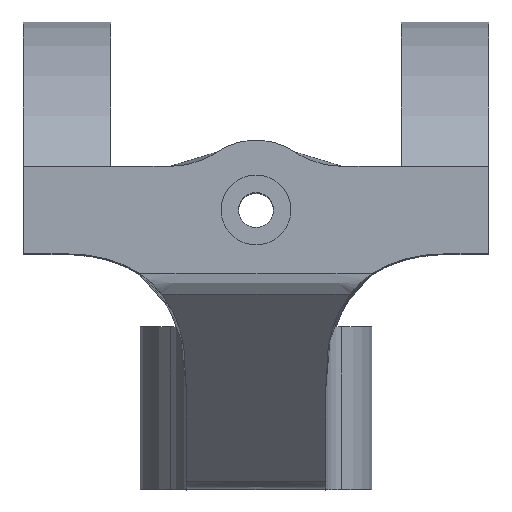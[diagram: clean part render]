
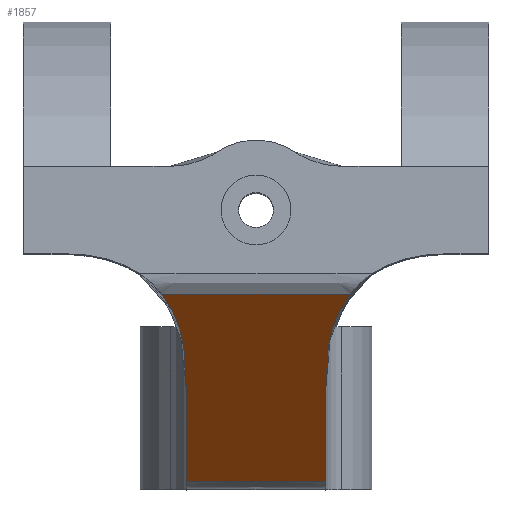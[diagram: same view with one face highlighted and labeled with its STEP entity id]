
A CAD part, top view. The second image highlights one B-rep face of the part: STEP entity #1857.
In plain terms, the highlighted free-form (B-spline) face has degree [1, 1] with [2, 2] control points.
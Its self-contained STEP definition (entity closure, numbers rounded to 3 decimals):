
#38=B_SPLINE_SURFACE_WITH_KNOTS('',1,1,((#4035,#4036),(#4037,#4038)),
 .PLANE_SURF.,.F.,.F.,.F.,(2,2),(2,2),(0.,1.),(0.,1.),.UNSPECIFIED.);
#110=LINE('',#3578,#242);
#150=LINE('',#4063,#282);
#242=VECTOR('',#2069,1000.);
#282=VECTOR('',#2149,1000.);
#660=ORIENTED_EDGE('',*,*,#1160,.T.);
#661=ORIENTED_EDGE('',*,*,#1161,.F.);
#662=ORIENTED_EDGE('',*,*,#1162,.T.);
#663=ORIENTED_EDGE('',*,*,#1163,.T.);
#664=ORIENTED_EDGE('',*,*,#1164,.F.);
#665=ORIENTED_EDGE('',*,*,#1165,.F.);
#666=ORIENTED_EDGE('',*,*,#1166,.T.);
#667=ORIENTED_EDGE('',*,*,#1080,.T.);
#668=ORIENTED_EDGE('',*,*,#1101,.F.);
#669=ORIENTED_EDGE('',*,*,#1167,.F.);
#1080=EDGE_CURVE('',#1350,#1323,#110,.T.);
#1101=EDGE_CURVE('',#1362,#1323,#1509,.T.);
#1160=EDGE_CURVE('',#1408,#1409,#1526,.T.);
#1161=EDGE_CURVE('',#1410,#1409,#1527,.F.);
#1162=EDGE_CURVE('',#1410,#1411,#1528,.T.);
#1163=EDGE_CURVE('',#1411,#1412,#1529,.T.);
#1164=EDGE_CURVE('',#1413,#1412,#150,.T.);
#1165=EDGE_CURVE('',#1414,#1413,#1530,.F.);
#1166=EDGE_CURVE('',#1414,#1350,#1531,.T.);
#1167=EDGE_CURVE('',#1408,#1362,#1532,.F.);
#1323=VERTEX_POINT('',#2682);
#1350=VERTEX_POINT('',#3579);
#1362=VERTEX_POINT('',#3759);
#1408=VERTEX_POINT('',#4043);
#1409=VERTEX_POINT('',#4044);
#1410=VERTEX_POINT('',#4049);
#1411=VERTEX_POINT('',#4054);
#1412=VERTEX_POINT('',#4062);
#1413=VERTEX_POINT('',#4064);
#1414=VERTEX_POINT('',#4069);
#1509=B_SPLINE_CURVE_WITH_KNOTS('',3,(#3761,#3762,#3763,#3764,#3765,#3766,
#3767),.UNSPECIFIED.,.F.,.F.,(4,1,1,1,4),(0.003,0.008,
0.012,0.016,0.02),.UNSPECIFIED.);
#1526=B_SPLINE_CURVE_WITH_KNOTS('',3,(#4039,#4040,#4041,#4042),
 .UNSPECIFIED.,.F.,.F.,(4,4),(0.,1.),.UNSPECIFIED.);
#1527=B_SPLINE_CURVE_WITH_KNOTS('',3,(#4045,#4046,#4047,#4048),
 .UNSPECIFIED.,.F.,.F.,(4,4),(0.,1.),.UNSPECIFIED.);
#1528=B_SPLINE_CURVE_WITH_KNOTS('',3,(#4050,#4051,#4052,#4053),
 .UNSPECIFIED.,.F.,.F.,(4,4),(0.,1.),.UNSPECIFIED.);
#1529=B_SPLINE_CURVE_WITH_KNOTS('',3,(#4055,#4056,#4057,#4058,#4059,#4060,
#4061),.UNSPECIFIED.,.F.,.F.,(4,1,1,1,4),(0.003,0.008,
0.012,0.016,0.02),.UNSPECIFIED.);
#1530=B_SPLINE_CURVE_WITH_KNOTS('',3,(#4065,#4066,#4067,#4068),
 .UNSPECIFIED.,.F.,.F.,(4,4),(0.,1.),.UNSPECIFIED.);
#1531=B_SPLINE_CURVE_WITH_KNOTS('',3,(#4070,#4071,#4072,#4073),
 .UNSPECIFIED.,.F.,.F.,(4,4),(0.,1.),.UNSPECIFIED.);
#1532=B_SPLINE_CURVE_WITH_KNOTS('',3,(#4074,#4075,#4076,#4077),
 .UNSPECIFIED.,.F.,.F.,(4,4),(0.,1.),.UNSPECIFIED.);
#1607=EDGE_LOOP('',(#660,#661,#662,#663,#664,#665,#666,#667,#668,#669));
#1716=FACE_BOUND('',#1607,.T.);
#1857=ADVANCED_FACE('',(#1716),#38,.F.);
#2069=DIRECTION('',(0.,0.707,0.707));
#2149=DIRECTION('',(0.,0.707,0.707));
#2682=CARTESIAN_POINT('',(6.,5.,16.5));
#3578=CARTESIAN_POINT('',(6.,-0.876,10.624));
#3579=CARTESIAN_POINT('',(6.,0.732,12.232));
#3759=CARTESIAN_POINT('',(8.102,16.768,28.268));
#3761=CARTESIAN_POINT('',(8.102,16.768,28.268));
#3762=CARTESIAN_POINT('',(7.412,15.885,27.385));
#3763=CARTESIAN_POINT('',(6.478,14.006,25.506));
#3764=CARTESIAN_POINT('',(5.943,11.01,22.51));
#3765=CARTESIAN_POINT('',(6.016,8.005,19.505));
#3766=CARTESIAN_POINT('',(6.,6.002,17.502));
#3767=CARTESIAN_POINT('',(6.,5.,16.5));
#4035=CARTESIAN_POINT('',(-9.019,17.671,29.171));
#4036=CARTESIAN_POINT('',(-9.019,-0.074,11.426));
#4037=CARTESIAN_POINT('',(9.019,17.671,29.171));
#4038=CARTESIAN_POINT('',(9.019,-0.074,11.426));
#4039=CARTESIAN_POINT('',(6.,16.768,28.268));
#4040=CARTESIAN_POINT('',(4.,16.768,28.268));
#4041=CARTESIAN_POINT('',(2.,16.768,28.268));
#4042=CARTESIAN_POINT('',(0.,16.768,28.268));
#4043=CARTESIAN_POINT('',(6.,16.768,28.268));
#4044=CARTESIAN_POINT('',(0.,16.768,28.268));
#4045=CARTESIAN_POINT('',(0.,16.768,28.268));
#4046=CARTESIAN_POINT('',(-2.,16.768,28.268));
#4047=CARTESIAN_POINT('',(-4.,16.768,28.268));
#4048=CARTESIAN_POINT('',(-6.,16.768,28.268));
#4049=CARTESIAN_POINT('',(-6.,16.768,28.268));
#4050=CARTESIAN_POINT('',(-6.,16.768,28.268));
#4051=CARTESIAN_POINT('',(-6.701,16.768,28.268));
#4052=CARTESIAN_POINT('',(-7.402,16.768,28.268));
#4053=CARTESIAN_POINT('',(-8.102,16.768,28.268));
#4054=CARTESIAN_POINT('',(-8.102,16.768,28.268));
#4055=CARTESIAN_POINT('',(-8.102,16.768,28.268));
#4056=CARTESIAN_POINT('',(-7.412,15.885,27.385));
#4057=CARTESIAN_POINT('',(-6.478,14.006,25.506));
#4058=CARTESIAN_POINT('',(-5.943,11.01,22.51));
#4059=CARTESIAN_POINT('',(-6.016,8.005,19.505));
#4060=CARTESIAN_POINT('',(-6.,6.002,17.502));
#4061=CARTESIAN_POINT('',(-6.,5.,16.5));
#4062=CARTESIAN_POINT('',(-6.,5.,16.5));
#4063=CARTESIAN_POINT('',(-6.,-0.876,10.624));
#4064=CARTESIAN_POINT('',(-6.,0.732,12.232));
#4065=CARTESIAN_POINT('',(-6.,0.732,12.232));
#4066=CARTESIAN_POINT('',(-4.,0.732,12.232));
#4067=CARTESIAN_POINT('',(-2.,0.732,12.232));
#4068=CARTESIAN_POINT('',(0.,0.732,12.232));
#4069=CARTESIAN_POINT('',(0.,0.732,12.232));
#4070=CARTESIAN_POINT('',(0.,0.732,12.232));
#4071=CARTESIAN_POINT('',(2.,0.732,12.232));
#4072=CARTESIAN_POINT('',(4.,0.732,12.232));
#4073=CARTESIAN_POINT('',(6.,0.732,12.232));
#4074=CARTESIAN_POINT('',(8.102,16.768,28.268));
#4075=CARTESIAN_POINT('',(7.402,16.768,28.268));
#4076=CARTESIAN_POINT('',(6.701,16.768,28.268));
#4077=CARTESIAN_POINT('',(6.,16.768,28.268));
